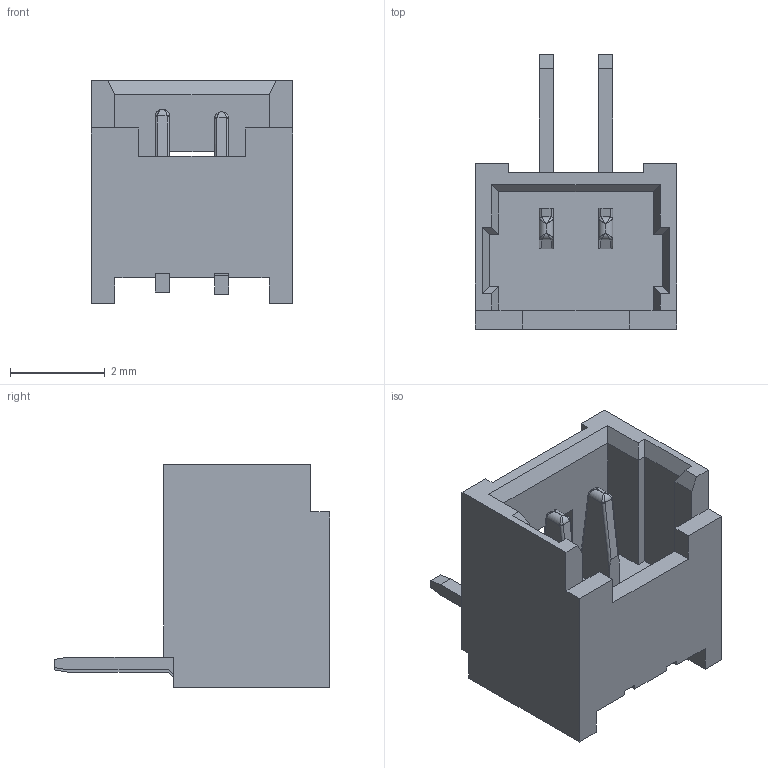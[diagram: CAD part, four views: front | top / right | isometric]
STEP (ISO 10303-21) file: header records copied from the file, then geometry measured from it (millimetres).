
FILE_DESCRIPTION(/* description */ ('Unknown'),/* implementation_level */ '2;1');
FILE_NAME(/* name */ '653002117322',/* time_stamp */ '2017-06-14T15:56:28+02:00',/* author */ ('Unknown'),/* organization */ ('Unknown'),/* preprocessor_version */ 'ST-DEVELOPER v16.7',/* originating_system */ 'DEX',/* authorisation */ $);
FILE_SCHEMA (('AUTOMOTIVE_DESIGN {1 0 10303 214 3 1 1}'));
Length unit declared in the file: millimetre
Products named in the file (3): 6530xx117322; 653002117322; 6530xx117322_PIN
Assembly tree (3 placements, depth 2):
  6530xx117322
    653002117322
    6530xx117322_PIN  x2
Bounding box: 4.25 x 5.8 x 4.7 mm (x, y, z)
Volume: 34.3 mm3; surface area: 160.2 mm2
Topology: 3 solids, 3 shells, 131 faces, 353 edges, 218 vertices
Faces by surface type: plane 99, cylinder 16, bspline 16
Entity records: 3189 total; most frequent: CARTESIAN_POINT 628, ORIENTED_EDGE 534, DIRECTION 485, EDGE_CURVE 267, LINE 239, VECTOR 239, VERTEX_POINT 170, AXIS2_PLACEMENT_3D 123
